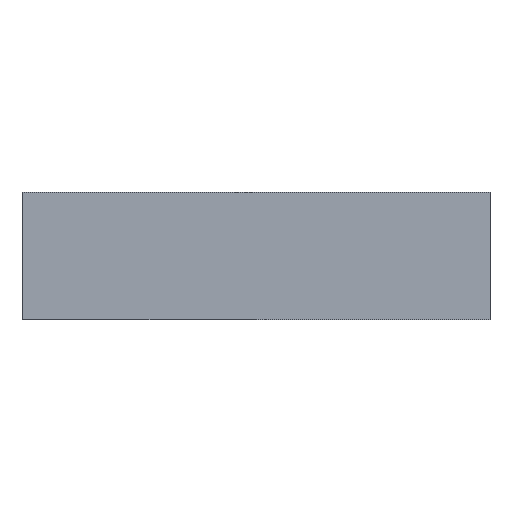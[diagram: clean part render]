
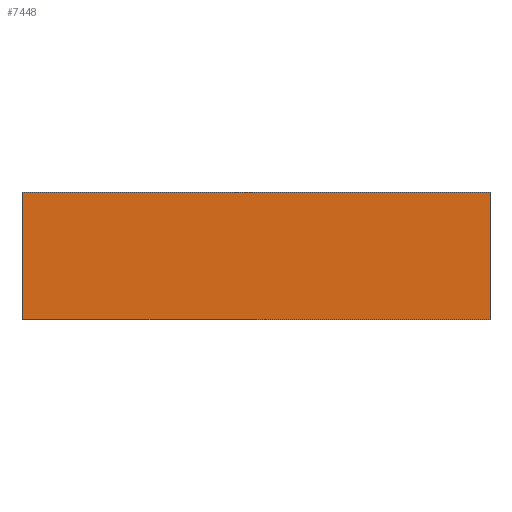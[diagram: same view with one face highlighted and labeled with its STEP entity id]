
A CAD part, front view. The second image highlights one B-rep face of the part: STEP entity #7448.
In plain terms, the highlighted planar face has unit normal (0, -1, 0).
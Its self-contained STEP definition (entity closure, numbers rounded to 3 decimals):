
#109 = VECTOR ( 'NONE', #4507, 1000. ) ;
#292 = VECTOR ( 'NONE', #20583, 1000. ) ;
#1383 = PLANE ( 'NONE',  #15627 ) ;
#1512 = VERTEX_POINT ( 'NONE', #14329 ) ;
#1555 = CARTESIAN_POINT ( 'NONE',  ( 0., -10., 0. ) ) ;
#4507 = DIRECTION ( 'NONE',  ( 0., 0., 1. ) ) ;
#5141 = CARTESIAN_POINT ( 'NONE',  ( -239., -10., 65. ) ) ;
#7137 = ORIENTED_EDGE ( 'NONE', *, *, #28187, .T. ) ;
#7448 = ADVANCED_FACE ( 'NONE', ( #28631 ), #1383, .T. ) ;
#7993 = ORIENTED_EDGE ( 'NONE', *, *, #10132, .T. ) ;
#9812 = CARTESIAN_POINT ( 'NONE',  ( -239., -10., -65. ) ) ;
#10132 = EDGE_CURVE ( 'NONE', #17795, #23757, #34549, .T. ) ;
#10952 = VERTEX_POINT ( 'NONE', #29351 ) ;
#11158 = LINE ( 'NONE', #32872, #16786 ) ;
#11744 = LINE ( 'NONE', #26368, #109 ) ;
#11954 = DIRECTION ( 'NONE',  ( 0., 0., -1. ) ) ;
#12872 = LINE ( 'NONE', #9812, #292 ) ;
#14329 = CARTESIAN_POINT ( 'NONE',  ( 239., -10., -65. ) ) ;
#15346 = DIRECTION ( 'NONE',  ( 0., -1., 0. ) ) ;
#15627 = AXIS2_PLACEMENT_3D ( 'NONE', #1555, #15346, #11954 ) ;
#16786 = VECTOR ( 'NONE', #30533, 1000. ) ;
#17261 = EDGE_CURVE ( 'NONE', #10952, #1512, #12872, .T. ) ;
#17769 = ORIENTED_EDGE ( 'NONE', *, *, #26553, .T. ) ;
#17795 = VERTEX_POINT ( 'NONE', #31485 ) ;
#18229 = DIRECTION ( 'NONE',  ( -1., 0., 0. ) ) ;
#20562 = CARTESIAN_POINT ( 'NONE',  ( -239., -10., 65. ) ) ;
#20583 = DIRECTION ( 'NONE',  ( 1., 0., 0. ) ) ;
#21420 = VECTOR ( 'NONE', #18229, 1000. ) ;
#23757 = VERTEX_POINT ( 'NONE', #5141 ) ;
#26368 = CARTESIAN_POINT ( 'NONE',  ( 239., -10., 65. ) ) ;
#26553 = EDGE_CURVE ( 'NONE', #1512, #17795, #11744, .T. ) ;
#28187 = EDGE_CURVE ( 'NONE', #23757, #10952, #11158, .T. ) ;
#28363 = EDGE_LOOP ( 'NONE', ( #7137, #29405, #17769, #7993 ) ) ;
#28631 = FACE_OUTER_BOUND ( 'NONE', #28363, .T. ) ;
#29351 = CARTESIAN_POINT ( 'NONE',  ( -239., -10., -65. ) ) ;
#29405 = ORIENTED_EDGE ( 'NONE', *, *, #17261, .T. ) ;
#30533 = DIRECTION ( 'NONE',  ( 0., 0., -1. ) ) ;
#31485 = CARTESIAN_POINT ( 'NONE',  ( 239., -10., 65. ) ) ;
#32872 = CARTESIAN_POINT ( 'NONE',  ( -239., -10., 65. ) ) ;
#34549 = LINE ( 'NONE', #20562, #21420 ) ;
